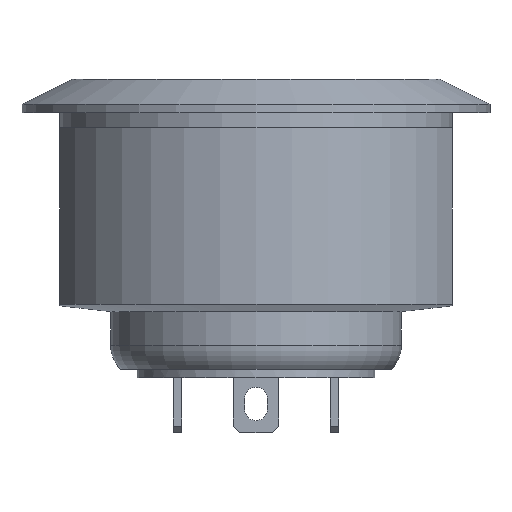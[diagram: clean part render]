
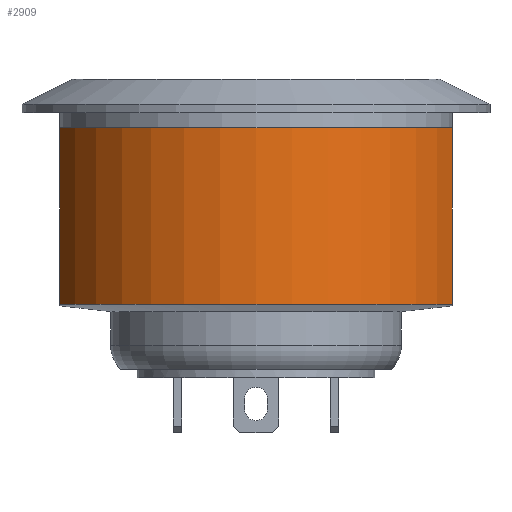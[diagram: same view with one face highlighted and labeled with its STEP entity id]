
A CAD part, front view. The second image highlights one B-rep face of the part: STEP entity #2909.
In plain terms, the highlighted cylindrical face has radius 12.5 mm (diameter 25 mm), a partial arc.
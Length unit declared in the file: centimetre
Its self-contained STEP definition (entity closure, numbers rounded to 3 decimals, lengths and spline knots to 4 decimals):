
#41=CYLINDRICAL_SURFACE('',#3170,1.25);
#361=LINE('',#4827,#664);
#364=LINE('',#4835,#667);
#664=VECTOR('',#3960,1.);
#667=VECTOR('',#3965,1.);
#941=FACE_OUTER_BOUND('',#1113,.T.);
#1113=EDGE_LOOP('',(#2708,#2709,#2710,#2711));
#1224=CIRCLE('',#3171,1.25);
#1225=CIRCLE('',#3172,1.25);
#1501=VERTEX_POINT('',#4817);
#1504=VERTEX_POINT('',#4823);
#1507=VERTEX_POINT('',#4832);
#1508=VERTEX_POINT('',#4834);
#1908=EDGE_CURVE('',#1501,#1504,#361,.T.);
#1911=EDGE_CURVE('',#1508,#1507,#364,.T.);
#1914=EDGE_CURVE('',#1504,#1508,#1224,.T.);
#1915=EDGE_CURVE('',#1501,#1507,#1225,.T.);
#2708=ORIENTED_EDGE('',*,*,#1908,.T.);
#2709=ORIENTED_EDGE('',*,*,#1914,.T.);
#2710=ORIENTED_EDGE('',*,*,#1911,.T.);
#2711=ORIENTED_EDGE('',*,*,#1915,.F.);
#2909=ADVANCED_FACE('',(#941),#41,.T.);
#3170=AXIS2_PLACEMENT_3D('',#4841,#3967,#3968);
#3171=AXIS2_PLACEMENT_3D('',#4842,#3969,#3970);
#3172=AXIS2_PLACEMENT_3D('',#4843,#3971,#3972);
#3960=DIRECTION('',(0.,0.,-1.));
#3965=DIRECTION('',(0.,0.,1.));
#3967=DIRECTION('center_axis',(0.,0.,1.));
#3968=DIRECTION('ref_axis',(0.,-1.,0.));
#3969=DIRECTION('center_axis',(0.,0.,1.));
#3970=DIRECTION('ref_axis',(0.,-1.,0.));
#3971=DIRECTION('center_axis',(0.,0.,1.));
#3972=DIRECTION('ref_axis',(0.,-1.,0.));
#4817=CARTESIAN_POINT('',(-1.175,-0.4265,-0.09));
#4823=CARTESIAN_POINT('',(-1.175,-0.4265,-1.1467));
#4827=CARTESIAN_POINT('',(-1.175,-0.4265,-0.6183));
#4832=CARTESIAN_POINT('',(1.175,-0.4265,-0.09));
#4834=CARTESIAN_POINT('',(1.175,-0.4265,-1.1467));
#4835=CARTESIAN_POINT('',(1.175,-0.4265,-0.6183));
#4841=CARTESIAN_POINT('Origin',(0.,0.,-0.6183));
#4842=CARTESIAN_POINT('Origin',(0.,0.,-1.1467));
#4843=CARTESIAN_POINT('Origin',(0.,0.,-0.09));
